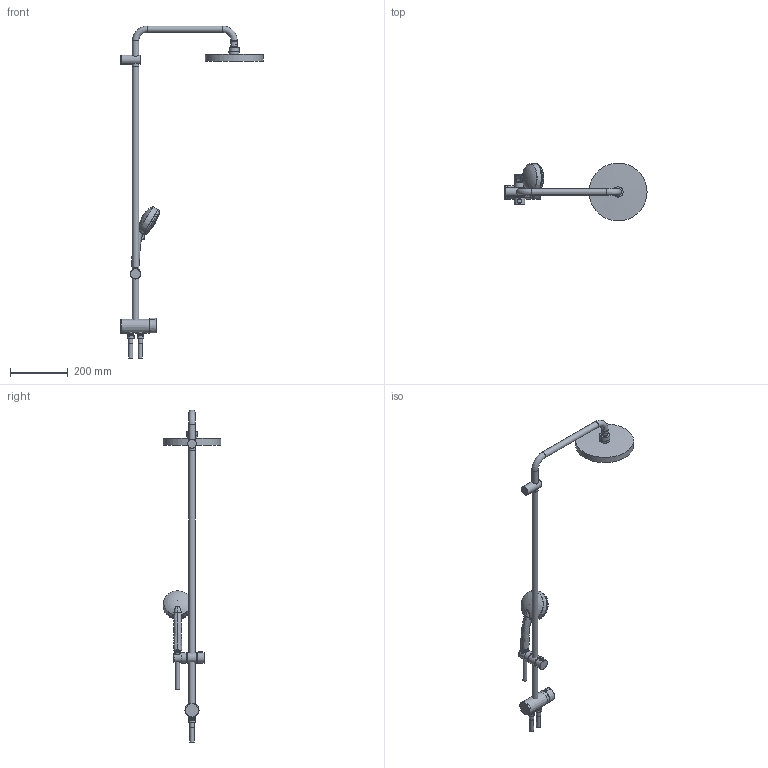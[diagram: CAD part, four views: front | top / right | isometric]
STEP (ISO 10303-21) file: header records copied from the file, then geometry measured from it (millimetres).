
FILE_DESCRIPTION(/* description */ ('Unknown'),/* implementation_level */ '2;1');
FILE_NAME(/* name */ '26453000',/* time_stamp */ '2022-09-09T13:56:10+02:00',/* author */ ('Unknown'),/* organization */ ('GROHE AG'),/* preprocessor_version */ 'ST-DEVELOPER v16.7',/* originating_system */ 'DEX',/* authorisation */ $);
FILE_SCHEMA (('AUTOMOTIVE_DESIGN {1 0 10303 214 3 1 1}'));
Length unit declared in the file: millimetre
Products named in the file (19): 26453000; 26453000_0; 26453000_1; g01882338eog; 26453000_2; 26453000_3; 26453000_4; 26453000_5; 26453000_6; 26453000_7; 26453000_8; 26453000_9; 26453000_10; 26453000_11; 26453000_12; 26453000_13; 26453000_14; 26453000_15
Assembly tree (18 placements, depth 2):
  26453000
    26453000
    26453000_0
    26453000_1
    g01882338eog
    26453000_2
    26453000_3
    26453000_4
    26453000_5
    26453000_6
    26453000_7
    26453000_8
    26453000_9
    26453000_10
    26453000_11
    26453000_12
    26453000_13
    26453000_14
    26453000_15
Bounding box: 490.55 x 200 x 1145.8 mm (x, y, z)
Volume: 2189976.7 mm3; surface area: 353066.3 mm2
Topology: 17 solids, 19 shells, 1324 faces, 3889 edges, 2516 vertices
Faces by surface type: bspline 743, cylinder 250, plane 159, cone 83, sphere 49, torus 40
Full cylindrical faces by diameter (mm): 2.8 x60, 3.6 x36, 13.2 x1, 14 x1, 14.262 x3, 15 x3, 18 x1, 18.2 x1, 18.6 x12, 19.9 x1, 20.55 x1, 20.7 x1, 20.75 x1, 20.96 x1, 22 x5, 22.25 x1, 22.6 x1, 23 x3, 31.3 x1, 31.8 x1, 32 x1, 33.4 x2, 35 x1, 36 x5, 89.4 x1, 200 x1
Entity records: 79855 total; most frequent: CARTESIAN_POINT 48008, ORIENTED_EDGE 6650, EDGE_CURVE 3325, DIRECTION 2768, B_SPLINE_CURVE_WITH_KNOTS 2334, VERTEX_POINT 2312, FACE_BOUND 1731, EDGE_LOOP 1730
